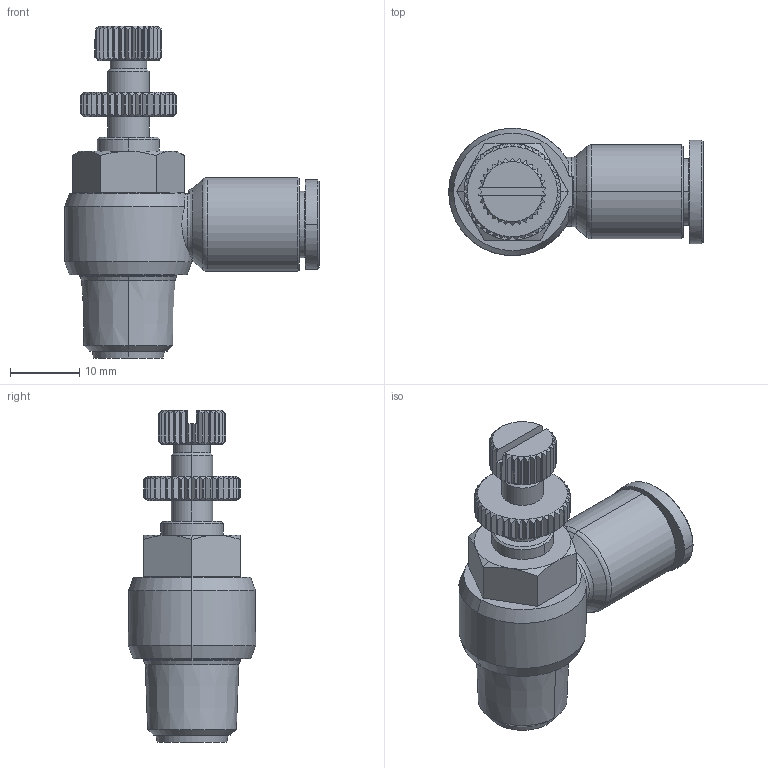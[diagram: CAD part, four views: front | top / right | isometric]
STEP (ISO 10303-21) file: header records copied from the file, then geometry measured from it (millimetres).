
FILE_DESCRIPTION((''),'2;1');
FILE_NAME('GNSE 0802(3D).stp','2012-12-17T11:16:36',(''),(''),'Mechanical Desktop.R8.0.24.0','Mechanical Desktop.R8.0.24.0',', , ');
FILE_SCHEMA(('CONFIG_CONTROL_DESIGN'));
Length unit declared in the file: millimetre
Products named in the file (2): GNSE 0802(3D); ºÎÇ°1
Assembly tree (1 placements, depth 2):
  GNSE 0802(3D)
    ºÎÇ°1
Bounding box: 36.8 x 18.4 x 48 mm (x, y, z)
Volume: 8456.3 mm3; surface area: 4509 mm2
Topology: 1 solids, 1 shells, 814 faces, 2153 edges, 1370 vertices
Faces by surface type: plane 500, cylinder 163, cone 116, bspline 31, torus 4
Entity records: 26054 total; most frequent: CARTESIAN_POINT 6770, ORIENTED_EDGE 4306, DIRECTION 3688, EDGE_CURVE 2153, VERTEX_POINT 1370, VECTOR 1338, LINE 1338, AXIS2_PLACEMENT_3D 1175
